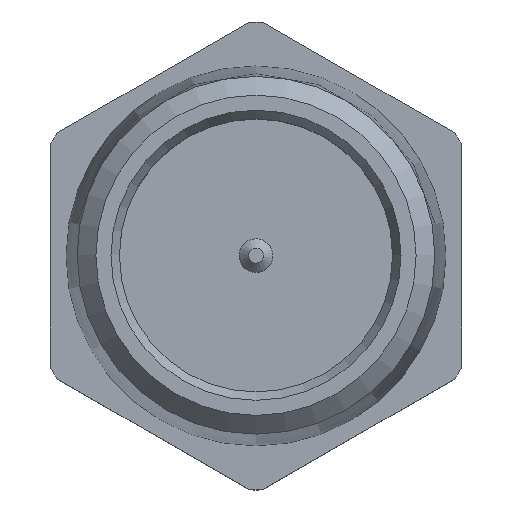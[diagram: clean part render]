
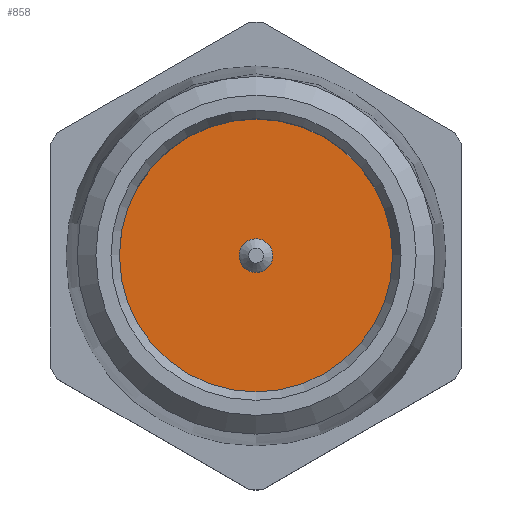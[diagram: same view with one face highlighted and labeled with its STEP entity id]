
A CAD part, top view. The second image highlights one B-rep face of the part: STEP entity #858.
In plain terms, the highlighted planar face has unit normal (0, 0, 1).
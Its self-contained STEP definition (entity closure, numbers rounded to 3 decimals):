
#204=FACE_BOUND('',#267,.T.);
#211=FACE_OUTER_BOUND('',#266,.T.);
#266=EDGE_LOOP('',(#598));
#267=EDGE_LOOP('',(#599));
#326=CIRCLE('',#933,7.3);
#327=CIRCLE('',#934,0.9);
#397=VERTEX_POINT('',#1366);
#398=VERTEX_POINT('',#1368);
#474=EDGE_CURVE('',#397,#397,#326,.T.);
#475=EDGE_CURVE('',#398,#398,#327,.T.);
#598=ORIENTED_EDGE('',*,*,#474,.F.);
#599=ORIENTED_EDGE('',*,*,#475,.T.);
#837=PLANE('',#932);
#858=ADVANCED_FACE('',(#211,#204),#837,.F.);
#932=AXIS2_PLACEMENT_3D('',#1365,#1065,#1066);
#933=AXIS2_PLACEMENT_3D('',#1367,#1067,#1068);
#934=AXIS2_PLACEMENT_3D('',#1369,#1069,#1070);
#1065=DIRECTION('center_axis',(0.,0.,-1.));
#1066=DIRECTION('ref_axis',(-1.,0.,0.));
#1067=DIRECTION('center_axis',(0.,0.,-1.));
#1068=DIRECTION('ref_axis',(-1.,0.,0.));
#1069=DIRECTION('center_axis',(0.,0.,-1.));
#1070=DIRECTION('ref_axis',(0.972,0.235,0.));
#1365=CARTESIAN_POINT('Origin',(0.,0.,-12.2));
#1366=CARTESIAN_POINT('',(0.,-7.3,-12.2));
#1367=CARTESIAN_POINT('Origin',(0.,0.,-12.2));
#1368=CARTESIAN_POINT('',(-0.875,-0.212,-12.2));
#1369=CARTESIAN_POINT('Origin',(0.,0.,
-12.2));
